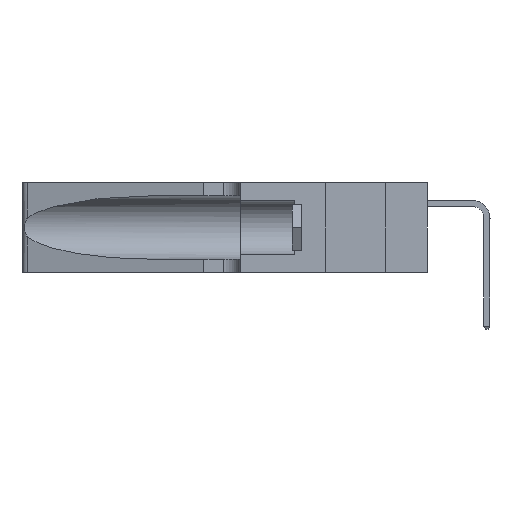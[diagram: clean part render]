
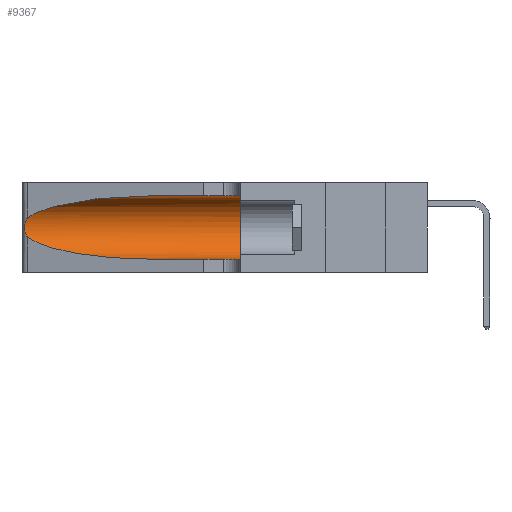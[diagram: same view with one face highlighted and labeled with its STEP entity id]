
A CAD part, left-side view. The second image highlights one B-rep face of the part: STEP entity #9367.
In plain terms, the highlighted cylindrical face has radius 3.308 mm (diameter 6.617 mm), a partial arc.
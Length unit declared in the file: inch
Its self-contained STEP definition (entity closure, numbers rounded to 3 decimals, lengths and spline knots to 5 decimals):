
#98 = ORIENTED_EDGE ( 'NONE', *, *, #20574, .T. ) ;
#1106 = DIRECTION ( 'NONE',  ( 0., -1., 0. ) ) ;
#1134 = CARTESIAN_POINT ( 'NONE',  ( 0.25854, 1.2359, 0.20912 ) ) ;
#3160 = CARTESIAN_POINT ( 'NONE',  ( 0.1305, 0.35, 0.05475 ) ) ;
#3260 = DIRECTION ( 'NONE',  ( 0., -1., 0. ) ) ;
#3793 = VERTEX_POINT ( 'NONE', #4091 ) ;
#4091 = CARTESIAN_POINT ( 'NONE',  ( 0.1305, 0.72297, 0.05475 ) ) ;
#4880 = CARTESIAN_POINT ( 'NONE',  ( 0.1305, 1.61858, 0.185 ) ) ;
#4906 = CARTESIAN_POINT ( 'NONE',  ( 0.26075, 1.23896, 0.19203 ) ) ;
#4951 = B_SPLINE_CURVE_WITH_KNOTS ( 'NONE', 3,
 ( #42014, #38307, #45704, #23511, #1134, #27266, #4906, #31014, #8661, #34735, #12417, #38459, #16150, #42170 ),
 .UNSPECIFIED., .F., .F.,
 ( 4, 2, 2, 2, 2, 2, 4 ),
 ( 0., 0.00027, 0.00053, 0.00107, 0.0016, 0.00187, 0.00214 ),
 .UNSPECIFIED. ) ;
#4959 = DIRECTION ( 'NONE',  ( 0., -1., 0. ) ) ;
#5489 = CARTESIAN_POINT ( 'NONE',  ( 0.25487, 1.22718, 0.14631 ) ) ;
#6714 = CARTESIAN_POINT ( 'NONE',  ( 0.1305, 1.61858, 0.05475 ) ) ;
#7537 = LINE ( 'NONE', #45754, #26219 ) ;
#8661 = CARTESIAN_POINT ( 'NONE',  ( 0.26017, 1.23833, 0.17102 ) ) ;
#9367 = ADVANCED_FACE ( 'NONE', ( #46744 ), #27076, .F. ) ;
#12417 = CARTESIAN_POINT ( 'NONE',  ( 0.25789, 1.23486, 0.15765 ) ) ;
#12605 = VERTEX_POINT ( 'NONE', #27863 ) ;
#13449 =( BOUNDED_CURVE ( )  B_SPLINE_CURVE ( 3, ( #30611, #37910, #38076, #15753 ),
 .UNSPECIFIED., .F., .F. ) 
 B_SPLINE_CURVE_WITH_KNOTS ( ( 4, 4 ),
 ( 1.5708, 2.84003 ),
 .UNSPECIFIED. ) 
 CURVE ( )  GEOMETRIC_REPRESENTATION_ITEM ( )  RATIONAL_B_SPLINE_CURVE ( ( 1., 0.87, 0.87, 1. ) ) 
 REPRESENTATION_ITEM ( '' )  );
#14889 = CARTESIAN_POINT ( 'NONE',  ( 0.1305, 0.72297, 0.05475 ) ) ;
#15753 = CARTESIAN_POINT ( 'NONE',  ( 0.25487, 1.22718, 0.22369 ) ) ;
#16150 = CARTESIAN_POINT ( 'NONE',  ( 0.25555, 1.22993, 0.14849 ) ) ;
#18073 = ORIENTED_EDGE ( 'NONE', *, *, #35218, .F. ) ;
#18879 = EDGE_CURVE ( 'NONE', #46155, #12605, #13449, .T. ) ;
#19075 = DIRECTION ( 'NONE',  ( 0., 1., 0. ) ) ;
#19834 = ORIENTED_EDGE ( 'NONE', *, *, #33536, .T. ) ;
#20574 = EDGE_CURVE ( 'NONE', #12605, #27553, #4951, .T. ) ;
#21614 = ORIENTED_EDGE ( 'NONE', *, *, #41371, .F. ) ;
#21633 = VECTOR ( 'NONE', #3260, 39.37008 ) ;
#22802 = LINE ( 'NONE', #6714, #21633 ) ;
#23511 = CARTESIAN_POINT ( 'NONE',  ( 0.25787, 1.23484, 0.2124 ) ) ;
#23779 = AXIS2_PLACEMENT_3D ( 'NONE', #4880, #1106, #30991 ) ;
#26219 = VECTOR ( 'NONE', #4959, 39.37008 ) ;
#26324 = CIRCLE ( 'NONE', #45932, 0.13025 ) ;
#27076 = CYLINDRICAL_SURFACE ( 'NONE', #23779, 0.13025 ) ;
#27266 = CARTESIAN_POINT ( 'NONE',  ( 0.26018, 1.23835, 0.19895 ) ) ;
#27553 = VERTEX_POINT ( 'NONE', #5489 ) ;
#27863 = CARTESIAN_POINT ( 'NONE',  ( 0.25487, 1.22718, 0.22369 ) ) ;
#29750 = CARTESIAN_POINT ( 'NONE',  ( 0.25487, 1.22718, 0.14631 ) ) ;
#30611 = CARTESIAN_POINT ( 'NONE',  ( 0.1305, 0.72297, 0.31525 ) ) ;
#30991 = DIRECTION ( 'NONE',  ( 0., 0., -1. ) ) ;
#31014 = CARTESIAN_POINT ( 'NONE',  ( 0.26075, 1.23896, 0.178 ) ) ;
#33536 = EDGE_CURVE ( 'NONE', #27553, #3793, #35398, .T. ) ;
#34735 = CARTESIAN_POINT ( 'NONE',  ( 0.25856, 1.23593, 0.16098 ) ) ;
#35218 = EDGE_CURVE ( 'NONE', #45257, #39077, #26324, .T. ) ;
#35398 =( BOUNDED_CURVE ( )  B_SPLINE_CURVE ( 3, ( #29750, #44446, #37196, #14889 ),
 .UNSPECIFIED., .F., .F. ) 
 B_SPLINE_CURVE_WITH_KNOTS ( ( 4, 4 ),
 ( 3.44316, 4.71239 ),
 .UNSPECIFIED. ) 
 CURVE ( )  GEOMETRIC_REPRESENTATION_ITEM ( )  RATIONAL_B_SPLINE_CURVE ( ( 1., 0.87, 0.87, 1. ) ) 
 REPRESENTATION_ITEM ( '' )  );
#36413 = EDGE_CURVE ( 'NONE', #3793, #39077, #22802, .T. ) ;
#37196 = CARTESIAN_POINT ( 'NONE',  ( 0.18966, 0.96281, 0.05475 ) ) ;
#37910 = CARTESIAN_POINT ( 'NONE',  ( 0.18966, 0.96281, 0.31525 ) ) ;
#38076 = CARTESIAN_POINT ( 'NONE',  ( 0.2373, 1.15595, 0.28018 ) ) ;
#38307 = CARTESIAN_POINT ( 'NONE',  ( 0.25555, 1.22994, 0.2215 ) ) ;
#38455 = CARTESIAN_POINT ( 'NONE',  ( 0.1305, 0.35, 0.31525 ) ) ;
#38459 = CARTESIAN_POINT ( 'NONE',  ( 0.25639, 1.23186, 0.15144 ) ) ;
#38622 = ORIENTED_EDGE ( 'NONE', *, *, #18879, .T. ) ;
#39077 = VERTEX_POINT ( 'NONE', #3160 ) ;
#41292 = CARTESIAN_POINT ( 'NONE',  ( 0.1305, 0.35, 0.185 ) ) ;
#41371 = EDGE_CURVE ( 'NONE', #46155, #45257, #7537, .T. ) ;
#42014 = CARTESIAN_POINT ( 'NONE',  ( 0.25487, 1.22718, 0.22369 ) ) ;
#42170 = CARTESIAN_POINT ( 'NONE',  ( 0.25487, 1.22718, 0.14631 ) ) ;
#42401 = EDGE_LOOP ( 'NONE', ( #38622, #98, #19834, #46506, #18073, #21614 ) ) ;
#44446 = CARTESIAN_POINT ( 'NONE',  ( 0.2373, 1.15595, 0.08982 ) ) ;
#44999 = DIRECTION ( 'NONE',  ( 0., 0., 1. ) ) ;
#45257 = VERTEX_POINT ( 'NONE', #38455 ) ;
#45704 = CARTESIAN_POINT ( 'NONE',  ( 0.25639, 1.23184, 0.21858 ) ) ;
#45754 = CARTESIAN_POINT ( 'NONE',  ( 0.1305, 1.61858, 0.31525 ) ) ;
#45932 = AXIS2_PLACEMENT_3D ( 'NONE', #41292, #19075, #44999 ) ;
#46155 = VERTEX_POINT ( 'NONE', #47010 ) ;
#46506 = ORIENTED_EDGE ( 'NONE', *, *, #36413, .T. ) ;
#46744 = FACE_OUTER_BOUND ( 'NONE', #42401, .T. ) ;
#47010 = CARTESIAN_POINT ( 'NONE',  ( 0.1305, 0.72297, 0.31525 ) ) ;
